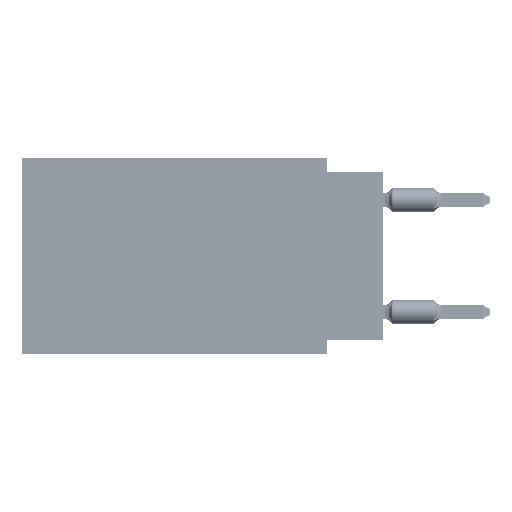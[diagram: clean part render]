
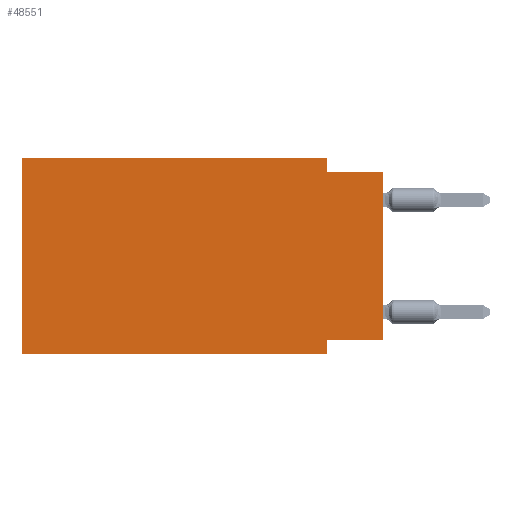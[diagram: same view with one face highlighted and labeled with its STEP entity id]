
A CAD part, left-side view. The second image highlights one B-rep face of the part: STEP entity #48551.
In plain terms, the highlighted planar face has unit normal (-1, 0, 0).
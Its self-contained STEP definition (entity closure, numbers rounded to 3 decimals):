
#2726 = DIRECTION ( 'NONE',  ( 0., -1., 0. ) ) ;
#4450 = EDGE_CURVE ( 'NONE', #59586, #74746, #48103, .T. ) ;
#6465 = CARTESIAN_POINT ( 'NONE',  ( 0., 2.54, -0.635 ) ) ;
#7840 = EDGE_CURVE ( 'NONE', #46134, #43362, #14730, .T. ) ;
#9476 = DIRECTION ( 'NONE',  ( 0., 0., -1. ) ) ;
#9991 = CARTESIAN_POINT ( 'NONE',  ( 0., 2.54, -8.89 ) ) ;
#12499 = CARTESIAN_POINT ( 'NONE',  ( 0., 2.54, -8.255 ) ) ;
#14474 = VECTOR ( 'NONE', #40462, 1000. ) ;
#14730 = LINE ( 'NONE', #77881, #35120 ) ;
#14922 = CARTESIAN_POINT ( 'NONE',  ( 0., 16.383, 0. ) ) ;
#18383 = VECTOR ( 'NONE', #22889, 1000. ) ;
#19096 = VECTOR ( 'NONE', #72588, 1000. ) ;
#22640 = CARTESIAN_POINT ( 'NONE',  ( 0., 2.54, -8.89 ) ) ;
#22889 = DIRECTION ( 'NONE',  ( 0., -1., 0. ) ) ;
#23008 = ORIENTED_EDGE ( 'NONE', *, *, #90924, .F. ) ;
#23271 = CARTESIAN_POINT ( 'NONE',  ( 0., 0., -0.635 ) ) ;
#26593 = VECTOR ( 'NONE', #40668, 1000. ) ;
#27171 = CARTESIAN_POINT ( 'NONE',  ( 0., 16.383, -8.89 ) ) ;
#27842 = EDGE_LOOP ( 'NONE', ( #72811, #64018, #92151, #23008, #90664, #43250, #78226, #94981 ) ) ;
#29171 = CARTESIAN_POINT ( 'NONE',  ( 0., 16.383, 0. ) ) ;
#30978 = DIRECTION ( 'NONE',  ( 0., 0., -1. ) ) ;
#35120 = VECTOR ( 'NONE', #46554, 1000. ) ;
#38814 = CARTESIAN_POINT ( 'NONE',  ( 0., 16.383, 0. ) ) ;
#39057 = LINE ( 'NONE', #29171, #18383 ) ;
#40401 = VERTEX_POINT ( 'NONE', #81349 ) ;
#40462 = DIRECTION ( 'NONE',  ( 0., 0., 1. ) ) ;
#40668 = DIRECTION ( 'NONE',  ( 0., 0., 1. ) ) ;
#41371 = CARTESIAN_POINT ( 'NONE',  ( 0., 2.54, 0. ) ) ;
#43250 = ORIENTED_EDGE ( 'NONE', *, *, #46113, .T. ) ;
#43362 = VERTEX_POINT ( 'NONE', #6465 ) ;
#43524 = VERTEX_POINT ( 'NONE', #27171 ) ;
#46113 = EDGE_CURVE ( 'NONE', #43524, #74746, #80519, .T. ) ;
#46134 = VERTEX_POINT ( 'NONE', #41371 ) ;
#46272 = VERTEX_POINT ( 'NONE', #75777 ) ;
#46554 = DIRECTION ( 'NONE',  ( 0., 0., -1. ) ) ;
#46634 = FACE_OUTER_BOUND ( 'NONE', #27842, .T. ) ;
#48103 = LINE ( 'NONE', #9991, #54863 ) ;
#48551 = ADVANCED_FACE ( 'NONE', ( #46634 ), #78472, .F. ) ;
#48961 = EDGE_CURVE ( 'NONE', #43362, #98578, #59455, .T. ) ;
#53163 = EDGE_CURVE ( 'NONE', #43524, #40401, #54588, .T. ) ;
#54588 = LINE ( 'NONE', #14922, #14474 ) ;
#54863 = VECTOR ( 'NONE', #9476, 1000. ) ;
#58427 = DIRECTION ( 'NONE',  ( 0., -1., 0. ) ) ;
#59455 = LINE ( 'NONE', #80904, #67126 ) ;
#59586 = VERTEX_POINT ( 'NONE', #12499 ) ;
#62024 = AXIS2_PLACEMENT_3D ( 'NONE', #38814, #70658, #30978 ) ;
#64018 = ORIENTED_EDGE ( 'NONE', *, *, #48961, .F. ) ;
#66028 = EDGE_CURVE ( 'NONE', #46272, #98578, #73533, .T. ) ;
#67126 = VECTOR ( 'NONE', #58427, 1000. ) ;
#70658 = DIRECTION ( 'NONE',  ( 1., 0., 0. ) ) ;
#71558 = EDGE_CURVE ( 'NONE', #46272, #59586, #88767, .T. ) ;
#72588 = DIRECTION ( 'NONE',  ( 0., 1., 0. ) ) ;
#72811 = ORIENTED_EDGE ( 'NONE', *, *, #66028, .T. ) ;
#73533 = LINE ( 'NONE', #80323, #26593 ) ;
#74746 = VERTEX_POINT ( 'NONE', #22640 ) ;
#75777 = CARTESIAN_POINT ( 'NONE',  ( 0., 0., -8.255 ) ) ;
#76067 = CARTESIAN_POINT ( 'NONE',  ( 0., 0., -8.255 ) ) ;
#77881 = CARTESIAN_POINT ( 'NONE',  ( 0., 2.54, 0. ) ) ;
#78226 = ORIENTED_EDGE ( 'NONE', *, *, #4450, .F. ) ;
#78472 = PLANE ( 'NONE',  #62024 ) ;
#80323 = CARTESIAN_POINT ( 'NONE',  ( 0., 0., 0. ) ) ;
#80519 = LINE ( 'NONE', #97758, #94918 ) ;
#80904 = CARTESIAN_POINT ( 'NONE',  ( 0., 0., -0.635 ) ) ;
#81349 = CARTESIAN_POINT ( 'NONE',  ( 0., 16.383, 0. ) ) ;
#88767 = LINE ( 'NONE', #76067, #19096 ) ;
#90664 = ORIENTED_EDGE ( 'NONE', *, *, #53163, .F. ) ;
#90924 = EDGE_CURVE ( 'NONE', #40401, #46134, #39057, .T. ) ;
#92151 = ORIENTED_EDGE ( 'NONE', *, *, #7840, .F. ) ;
#94918 = VECTOR ( 'NONE', #2726, 1000. ) ;
#94981 = ORIENTED_EDGE ( 'NONE', *, *, #71558, .F. ) ;
#97758 = CARTESIAN_POINT ( 'NONE',  ( 0., 16.383, -8.89 ) ) ;
#98578 = VERTEX_POINT ( 'NONE', #23271 ) ;
